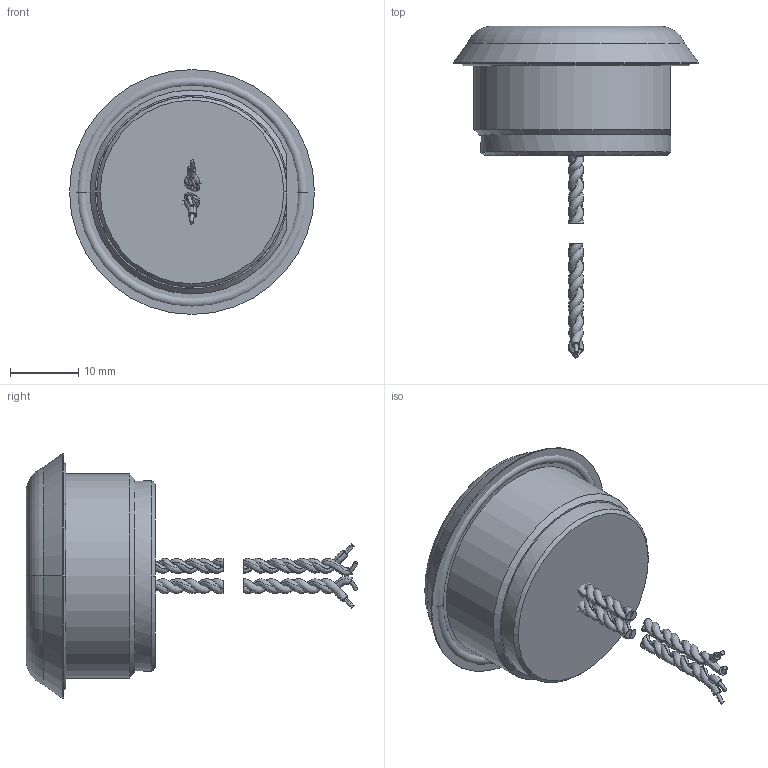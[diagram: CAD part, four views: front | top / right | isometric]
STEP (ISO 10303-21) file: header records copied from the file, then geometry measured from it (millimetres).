
FILE_DESCRIPTION((''),'2;1');
FILE_NAME('PBAM4AF_002__','2017-11-17T',('mdamaggio'),(''),'CREO PARAMETRIC BY PTC INC, 2015380','CREO PARAMETRIC BY PTC INC, 2015380','');
FILE_SCHEMA(('CONFIG_CONTROL_DESIGN'));
Products named in the file (1): PBAM4AF_002__
Bounding box: 36 x 48.79 x 36 mm (x, y, z)
Surface area: 5484.9 mm2 (no closed solid volume)
Topology: 0 solids, 21 shells, 75 faces, 165 edges, 110 vertices
Faces by surface type: bspline 40, plane 22, cone 5, cylinder 4, torus 4
Entity records: 56399 total; most frequent: CARTESIAN_POINT 55061, ORIENTED_EDGE 282, DIRECTION 187, EDGE_CURVE 165, VERTEX_POINT 110, B_SPLINE_CURVE_WITH_KNOTS 100, AXIS2_PLACEMENT_3D 87, EDGE_LOOP 75
